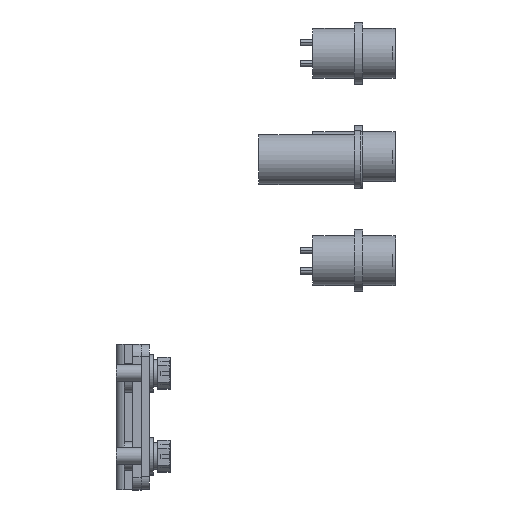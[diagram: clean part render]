
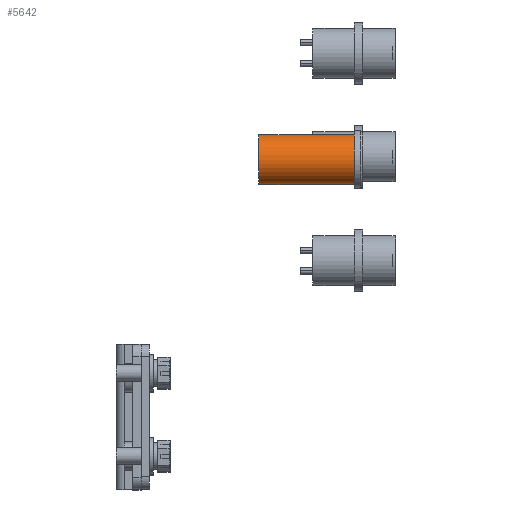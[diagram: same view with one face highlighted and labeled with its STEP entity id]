
A CAD part, top view. The second image highlights one B-rep face of the part: STEP entity #5642.
In plain terms, the highlighted cylindrical face has radius 6 mm (diameter 12 mm), a partial arc.
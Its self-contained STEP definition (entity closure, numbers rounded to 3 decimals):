
#19 = CYLINDRICAL_SURFACE ( 'NONE', #1637, 6. ) ;
#145 = LINE ( 'NONE', #2508, #333 ) ;
#225 = DIRECTION ( 'NONE',  ( -1., 0., 0. ) ) ;
#333 = VECTOR ( 'NONE', #7238, 1000. ) ;
#491 = FACE_OUTER_BOUND ( 'NONE', #6436, .T. ) ;
#1049 = DIRECTION ( 'NONE',  ( 0., 1., 0. ) ) ;
#1140 = VERTEX_POINT ( 'NONE', #2070 ) ;
#1236 = ORIENTED_EDGE ( 'NONE', *, *, #7032, .T. ) ;
#1366 = LINE ( 'NONE', #6009, #6924 ) ;
#1637 = AXIS2_PLACEMENT_3D ( 'NONE', #3366, #1049, #2790 ) ;
#2070 = CARTESIAN_POINT ( 'NONE',  ( 6., 25., 0. ) ) ;
#2174 = DIRECTION ( 'NONE',  ( 0., -1., 0. ) ) ;
#2185 = ORIENTED_EDGE ( 'NONE', *, *, #7442, .T. ) ;
#2221 = CIRCLE ( 'NONE', #4774, 6. ) ;
#2390 = ORIENTED_EDGE ( 'NONE', *, *, #3137, .T. ) ;
#2434 = DIRECTION ( 'NONE',  ( 0., 1., 0. ) ) ;
#2508 = CARTESIAN_POINT ( 'NONE',  ( 6., 2., 0. ) ) ;
#2640 = CARTESIAN_POINT ( 'NONE',  ( -6., 2., 0. ) ) ;
#2782 = VERTEX_POINT ( 'NONE', #5084 ) ;
#2790 = DIRECTION ( 'NONE',  ( 1., 0., 0. ) ) ;
#2996 = CARTESIAN_POINT ( 'NONE',  ( -6., 25., 0. ) ) ;
#3014 = EDGE_CURVE ( 'NONE', #4232, #4553, #1366, .T. ) ;
#3137 = EDGE_CURVE ( 'NONE', #1140, #4553, #2221, .T. ) ;
#3366 = CARTESIAN_POINT ( 'NONE',  ( 0., 2., 0. ) ) ;
#3509 = DIRECTION ( 'NONE',  ( 0., 1., 0. ) ) ;
#3599 = AXIS2_PLACEMENT_3D ( 'NONE', #7064, #3509, #225 ) ;
#4232 = VERTEX_POINT ( 'NONE', #2640 ) ;
#4553 = VERTEX_POINT ( 'NONE', #2996 ) ;
#4774 = AXIS2_PLACEMENT_3D ( 'NONE', #5069, #2174, #6793 ) ;
#5069 = CARTESIAN_POINT ( 'NONE',  ( 0., 25., 0. ) ) ;
#5084 = CARTESIAN_POINT ( 'NONE',  ( 6., 2., 0. ) ) ;
#5642 = ADVANCED_FACE ( 'NONE', ( #491 ), #19, .T. ) ;
#5916 = CIRCLE ( 'NONE', #3599, 6. ) ;
#6009 = CARTESIAN_POINT ( 'NONE',  ( -6., 2., 0. ) ) ;
#6436 = EDGE_LOOP ( 'NONE', ( #1236, #2390, #7095, #2185 ) ) ;
#6793 = DIRECTION ( 'NONE',  ( 1., 0., 0. ) ) ;
#6924 = VECTOR ( 'NONE', #2434, 1000. ) ;
#7032 = EDGE_CURVE ( 'NONE', #2782, #1140, #145, .T. ) ;
#7064 = CARTESIAN_POINT ( 'NONE',  ( 0., 2., 0. ) ) ;
#7095 = ORIENTED_EDGE ( 'NONE', *, *, #3014, .F. ) ;
#7238 = DIRECTION ( 'NONE',  ( 0., 1., 0. ) ) ;
#7442 = EDGE_CURVE ( 'NONE', #4232, #2782, #5916, .T. ) ;
